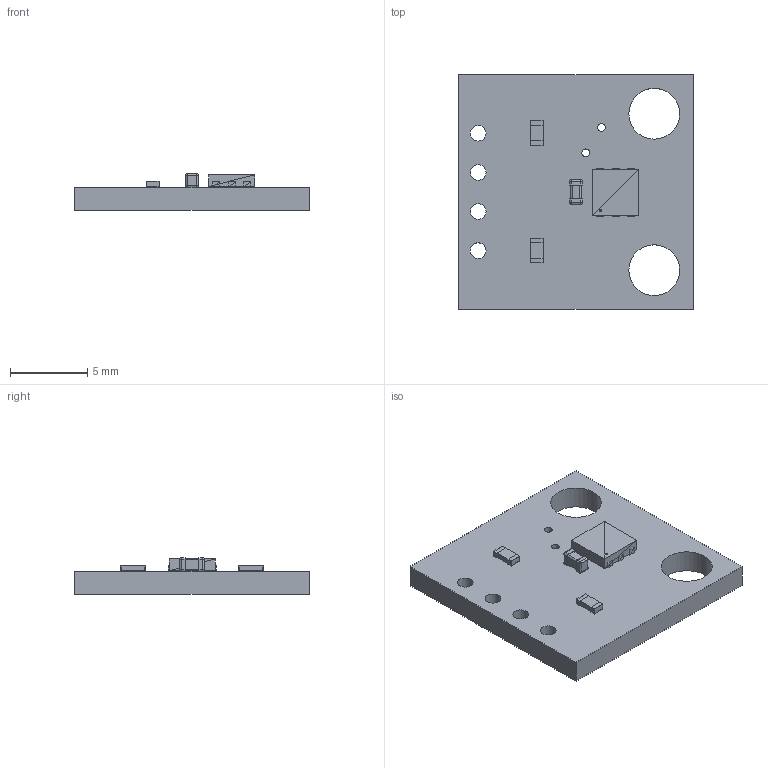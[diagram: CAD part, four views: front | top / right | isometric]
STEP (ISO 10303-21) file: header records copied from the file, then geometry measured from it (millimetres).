
FILE_DESCRIPTION(('FreeCAD Model'),'2;1');
FILE_NAME( 'htu-21d_module.step', '2016-07-21T12:10:33',('Author'),(''), 'Open CASCADE STEP processor 6.8','FreeCAD','Unknown');
FILE_SCHEMA(('AUTOMOTIVE_DESIGN_CC2 { 1 2 10303 214 -1 1 5 4 }'));
Length unit declared in the file: millimetre
Products named in the file (139): ASSEMBLY; refine_part; refine_part047; refine_part015; refine_part040; refine_part043; refine_part025; refine_part008; refine_part001; refine_part036; refine_part106; refine_part091; refine_part062; refine_part078; refine_part050; refine_part081; refine_part006; refine_part048; refine_part087; refine_part074; refine_part100; refine_part120; refine_part020; refine_part017; refine_part088; refine_part084; refine_part071; refine_part119; refine_part083; refine_part123; refine_part080; refine_part102; refine_part028; refine_part105; refine_part067; refine_part041; refine_part027; refine_part022; refine_part113; refine_part029 ...
Assembly tree (138 placements, depth 2):
  ASSEMBLY
    refine_part
    refine_part047
    refine_part015
    refine_part040
    refine_part043
    refine_part025
    refine_part008
    refine_part001
    refine_part036
    refine_part106
    refine_part091
    refine_part062
    refine_part078
    refine_part050
    refine_part081
    refine_part006
    refine_part048
    refine_part087
    refine_part074
    refine_part100
    refine_part120
    refine_part020
    refine_part017
    refine_part088
    refine_part084
    refine_part071
    refine_part119
    refine_part083
    refine_part123
    refine_part080
    refine_part102
    refine_part028
    refine_part105
    refine_part067
    refine_part041
    refine_part027
    refine_part022
    refine_part113
    refine_part029
    refine_part026
    refine_part021
    refine_part099
    refine_part073
    refine_part058
    refine_part045
    refine_part014
    refine_part049
    refine_part095
    refine_part097
    refine_part054
    refine_part085
    refine_part069
    refine_part065
    refine_part124
    refine_part096
    refine_part051
    refine_part108
    refine_part013
    refine_part002
Bounding box: 15.24 x 15.24 x 2.4 mm (x, y, z)
Volume: 319.1 mm3; surface area: 634.4 mm2
Topology: 12 solids, 138 shells, 250 faces, 662 edges, 554 vertices
Faces by surface type: plane 214, cylinder 28, sphere 8
Full cylindrical faces by diameter (mm): 0.508 x2, 1.016 x4, 3.302 x2
Entity records: 18669 total; most frequent: CARTESIAN_POINT 3127, DIRECTION 2316, LINE 1420, VECTOR 1420, ORIENTED_EDGE 930, PCURVE 930, DEFINITIONAL_REPRESENTATION 930, EDGE_CURVE 654
